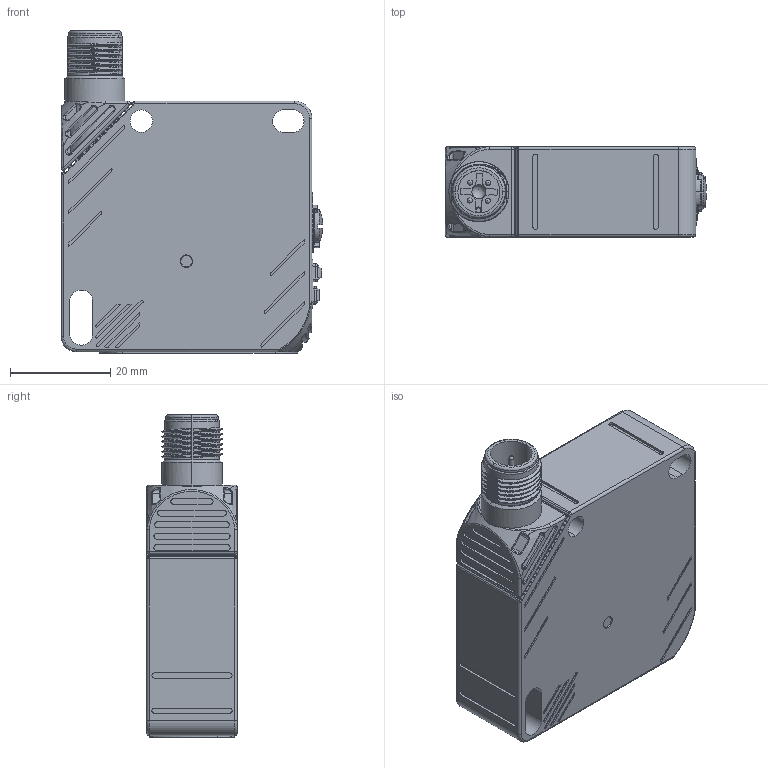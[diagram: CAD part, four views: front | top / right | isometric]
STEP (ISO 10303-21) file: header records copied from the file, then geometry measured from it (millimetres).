
FILE_DESCRIPTION (( 'STEP AP214' ), '1' );
FILE_NAME ('OS50脣璃倰湍唅聽.STEP', '2024-10-25T08:50:56', ( '' ), ( '' ), 'SwSTEP 2.0', 'SolidWorks 2023', '' );
FILE_SCHEMA (( 'AUTOMOTIVE_DESIGN' ));
Length unit declared in the file: millimetre
Products named in the file (3): OS50插件型带旋钮; OS50_-1686720001; OS50_0002_ASM_1
Assembly tree (2 placements, depth 3):
  OS50插件型带旋钮
    OS50_0002_ASM_1
      OS50_-1686720001
Bounding box: 52.19 x 18 x 64.3 mm (x, y, z)
Volume: 43976.8 mm3; surface area: 12106.7 mm2
Topology: 1 solids, 3 shells, 1365 faces, 3513 edges, 2185 vertices
Faces by surface type: plane 444, cylinder 436, bspline 285, torus 135, sphere 48, cone 17
Entity records: 65830 total; most frequent: CARTESIAN_POINT 36598, ORIENTED_EDGE 6924, DIRECTION 4639, EDGE_CURVE 3462, VERTEX_POINT 2169, AXIS2_PLACEMENT_3D 1640, B_SPLINE_CURVE_WITH_KNOTS 1518, EDGE_LOOP 1445
